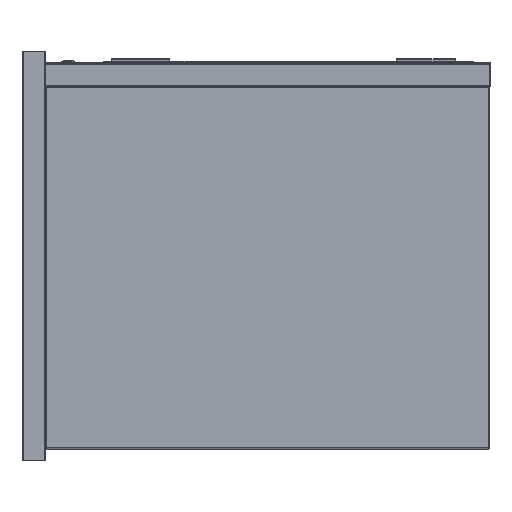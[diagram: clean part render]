
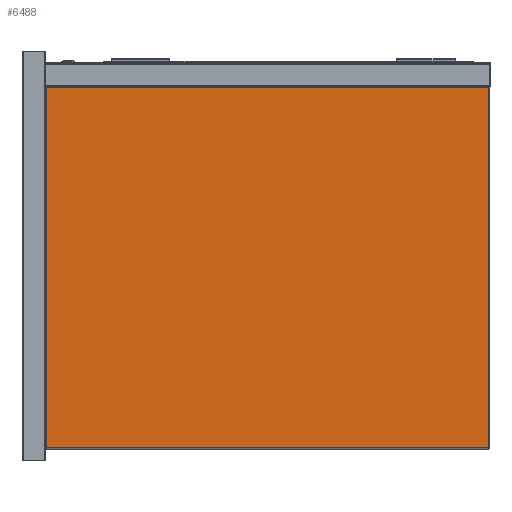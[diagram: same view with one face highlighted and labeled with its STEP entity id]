
A CAD part, left-side view. The second image highlights one B-rep face of the part: STEP entity #6488.
In plain terms, the highlighted planar face has unit normal (-1, 0, 0).
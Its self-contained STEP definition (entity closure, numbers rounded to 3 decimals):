
#935 = EDGE_CURVE ( 'NONE', #32172, #26107, #6409, .T. ) ;
#1450 = CARTESIAN_POINT ( 'NONE',  ( -500., 378., -42. ) ) ;
#4554 = DIRECTION ( 'NONE',  ( -1., 0., 0. ) ) ;
#6409 = LINE ( 'NONE', #33343, #32618 ) ;
#6488 = ADVANCED_FACE ( 'Fl�che7', ( #6669 ), #15598, .T. ) ;
#6669 = FACE_OUTER_BOUND ( 'NONE', #34507, .T. ) ;
#8257 = ORIENTED_EDGE ( 'NONE', *, *, #9150, .T. ) ;
#9150 = EDGE_CURVE ( 'NONE', #26107, #10690, #30184, .T. ) ;
#10690 = VERTEX_POINT ( 'NONE', #1450 ) ;
#10863 = VECTOR ( 'NONE', #30191, 1000. ) ;
#12686 = CARTESIAN_POINT ( 'NONE',  ( -500., -380., -660. ) ) ;
#14092 = EDGE_CURVE ( 'NONE', #10690, #32398, #26059, .T. ) ;
#14653 = CARTESIAN_POINT ( 'NONE',  ( -500., 378., -658. ) ) ;
#14696 = ORIENTED_EDGE ( 'NONE', *, *, #14092, .T. ) ;
#14944 = CARTESIAN_POINT ( 'NONE',  ( -500., -378., -42. ) ) ;
#15598 = PLANE ( 'NONE',  #32773 ) ;
#15648 = CARTESIAN_POINT ( 'NONE',  ( -500., -378., -658. ) ) ;
#16538 = ORIENTED_EDGE ( 'NONE', *, *, #935, .T. ) ;
#19883 = EDGE_CURVE ( 'NONE', #32398, #32172, #21829, .T. ) ;
#20543 = ORIENTED_EDGE ( 'NONE', *, *, #19883, .T. ) ;
#21241 = DIRECTION ( 'NONE',  ( 0., 1., 0. ) ) ;
#21793 = DIRECTION ( 'NONE',  ( 0., 0., 1. ) ) ;
#21829 = LINE ( 'NONE', #27461, #10863 ) ;
#22652 = VECTOR ( 'NONE', #29167, 1000. ) ;
#23850 = DIRECTION ( 'NONE',  ( 0., 0., 1. ) ) ;
#26059 = LINE ( 'NONE', #37699, #22652 ) ;
#26107 = VERTEX_POINT ( 'NONE', #14944 ) ;
#26654 = VECTOR ( 'NONE', #21241, 1000. ) ;
#27461 = CARTESIAN_POINT ( 'NONE',  ( -500., -380., -658. ) ) ;
#29167 = DIRECTION ( 'NONE',  ( 0., 0., -1. ) ) ;
#30184 = LINE ( 'NONE', #32336, #26654 ) ;
#30191 = DIRECTION ( 'NONE',  ( 0., -1., 0. ) ) ;
#32172 = VERTEX_POINT ( 'NONE', #15648 ) ;
#32336 = CARTESIAN_POINT ( 'NONE',  ( -500., 380., -42. ) ) ;
#32398 = VERTEX_POINT ( 'NONE', #14653 ) ;
#32618 = VECTOR ( 'NONE', #23850, 1000. ) ;
#32773 = AXIS2_PLACEMENT_3D ( 'NONE', #12686, #4554, #21793 ) ;
#33343 = CARTESIAN_POINT ( 'NONE',  ( -500., -378., -660. ) ) ;
#34507 = EDGE_LOOP ( 'NONE', ( #16538, #8257, #14696, #20543 ) ) ;
#37699 = CARTESIAN_POINT ( 'NONE',  ( -500., 378., -660. ) ) ;
